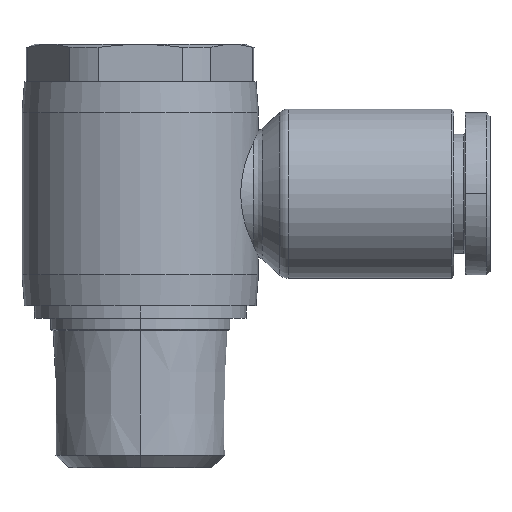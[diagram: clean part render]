
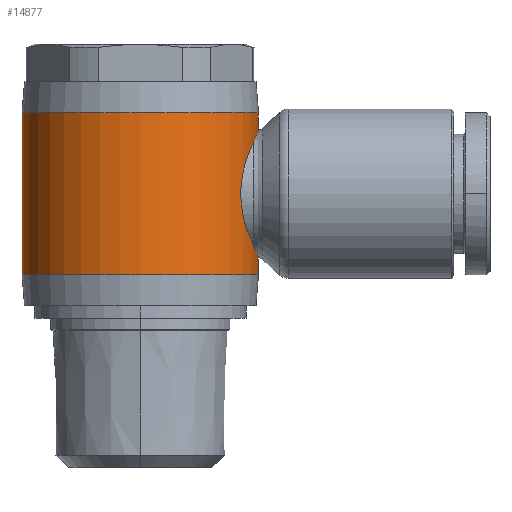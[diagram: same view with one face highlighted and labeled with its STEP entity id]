
A CAD part, front view. The second image highlights one B-rep face of the part: STEP entity #14877.
In plain terms, the highlighted cylindrical face has radius 9.5 mm (diameter 19 mm), a partial arc.
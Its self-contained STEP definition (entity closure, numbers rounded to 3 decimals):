
#327=CARTESIAN_POINT('',(-5.,0.,5.077));
#328=VERTEX_POINT('',#327);
#337=CARTESIAN_POINT('',(-5.,0.,-5.077));
#338=VERTEX_POINT('',#337);
#391=CARTESIAN_POINT('',(-5.0,0.,6.5));
#392=VERTEX_POINT('',#391);
#401=CARTESIAN_POINT('',(14.0,0.,6.5));
#402=VERTEX_POINT('',#401);
#435=CARTESIAN_POINT('',(-5.,0.,-6.5));
#436=VERTEX_POINT('',#435);
#452=CARTESIAN_POINT('',(14.0,0.,-6.5));
#453=VERTEX_POINT('',#452);
#475=CARTESIAN_POINT('',(-5.,0.,-6.5));
#476=DIRECTION('',(0.0,0.0,1.0));
#477=VECTOR('',#476,1.423);
#478=LINE('',#475,#477);
#479=EDGE_CURVE('',#436,#338,#478,.T.);
#482=CARTESIAN_POINT('',(14.0,0.,6.5));
#483=DIRECTION('',(0.0,0.0,-1.0));
#484=VECTOR('',#483,13.);
#485=LINE('',#482,#484);
#486=EDGE_CURVE('',#402,#453,#485,.T.);
#489=CARTESIAN_POINT('',(-5.,0.,5.077));
#490=DIRECTION('',(0.0,0.0,1.0));
#491=VECTOR('',#490,1.423);
#492=LINE('',#489,#491);
#493=EDGE_CURVE('',#328,#392,#492,.T.);
#14793=CARTESIAN_POINT('',(4.5,0.,0.));
#14794=DIRECTION('',(0.,0.,1.0));
#14795=DIRECTION('',(-1.0,0.0,0.0));
#14796=AXIS2_PLACEMENT_3D('',#14793,#14794,#14795);
#14797=CYLINDRICAL_SURFACE('',#14796,9.5);
#14798=ORIENTED_EDGE('',*,*,#479,.T.);
#14799=CARTESIAN_POINT('',(-4.616,2.673,-4.226));
#14800=VERTEX_POINT('',#14799);
#14801=CARTESIAN_POINT('',(-4.616,2.673,-4.226));
#14802=CARTESIAN_POINT('',(-4.718,2.325,-4.445));
#14803=CARTESIAN_POINT('',(-4.805,1.957,-4.637));
#14804=CARTESIAN_POINT('',(-4.905,1.355,-4.862));
#14805=CARTESIAN_POINT('',(-4.934,1.138,-4.927));
#14806=CARTESIAN_POINT('',(-4.973,0.734,-5.016));
#14807=CARTESIAN_POINT('',(-4.986,0.549,-5.044));
#14808=CARTESIAN_POINT('',(-4.998,0.242,-5.071));
#14809=CARTESIAN_POINT('',(-5.,0.121,-5.077));
#14810=CARTESIAN_POINT('',(-5.,0.,-5.077));
#14811=B_SPLINE_CURVE_WITH_KNOTS('',3,(#14801,#14802,#14803,#14804,#14805,#14806,#14807,#14808,#14809,#14810),.UNSPECIFIED.,.F.,.U.,(4,2,2,2,4),(-4.652,-3.663,-3.129,-2.689,-2.406),.UNSPECIFIED.);
#14812=EDGE_CURVE('',#14800,#338,#14811,.T.);
#14813=ORIENTED_EDGE('',*,*,#14812,.F.);
#14814=CARTESIAN_POINT('',(-4.616,2.673,4.226));
#14815=VERTEX_POINT('',#14814);
#14816=CARTESIAN_POINT('',(-4.616,2.673,4.226));
#14817=CARTESIAN_POINT('',(-4.604,2.716,4.198));
#14818=CARTESIAN_POINT('',(-4.591,2.759,4.17));
#14819=CARTESIAN_POINT('',(-4.494,3.071,3.959));
#14820=CARTESIAN_POINT('',(-4.405,3.317,3.754));
#14821=CARTESIAN_POINT('',(-4.23,3.754,3.317));
#14822=CARTESIAN_POINT('',(-4.138,3.96,3.07));
#14823=CARTESIAN_POINT('',(-3.961,4.325,2.53));
#14824=CARTESIAN_POINT('',(-3.877,4.484,2.238));
#14825=CARTESIAN_POINT('',(-3.734,4.74,1.625));
#14826=CARTESIAN_POINT('',(-3.676,4.839,1.303));
#14827=CARTESIAN_POINT('',(-3.598,4.968,0.652));
#14828=CARTESIAN_POINT('',(-3.578,5.0,0.322));
#14829=CARTESIAN_POINT('',(-3.578,5.0,0.));
#14830=CARTESIAN_POINT('',(-3.578,5.0,-0.322));
#14831=CARTESIAN_POINT('',(-3.598,4.968,-0.652));
#14832=CARTESIAN_POINT('',(-3.676,4.839,-1.303));
#14833=CARTESIAN_POINT('',(-3.734,4.74,-1.625));
#14834=CARTESIAN_POINT('',(-3.877,4.484,-2.238));
#14835=CARTESIAN_POINT('',(-3.961,4.325,-2.53));
#14836=CARTESIAN_POINT('',(-4.138,3.96,-3.07));
#14837=CARTESIAN_POINT('',(-4.23,3.754,-3.317));
#14838=CARTESIAN_POINT('',(-4.405,3.317,-3.754));
#14839=CARTESIAN_POINT('',(-4.494,3.071,-3.959));
#14840=CARTESIAN_POINT('',(-4.591,2.759,-4.17));
#14841=CARTESIAN_POINT('',(-4.604,2.716,-4.198));
#14842=CARTESIAN_POINT('',(-4.616,2.673,-4.226));
#14843=B_SPLINE_CURVE_WITH_KNOTS('',3,(#14816,#14817,#14818,#14819,#14820,#14821,#14822,#14823,#14824,#14825,#14826,#14827,#14828,#14829,#14830,#14831,#14832,#14833,#14834,#14835,#14836,#14837,#14838,#14839,#14840,#14841,#14842),.UNSPECIFIED.,.F.,.U.,(4,2,2,2,2,2,3,2,2,2,2,2,4),(-4.972,-4.822,-3.86,-2.895,-1.93,-0.965,0.0,0.965,1.93,2.895,3.86,4.822,4.972),.UNSPECIFIED.);
#14844=EDGE_CURVE('',#14815,#14800,#14843,.T.);
#14845=ORIENTED_EDGE('',*,*,#14844,.F.);
#14846=CARTESIAN_POINT('',(-5.,0.,5.077));
#14847=CARTESIAN_POINT('',(-5.,0.001,5.077));
#14848=CARTESIAN_POINT('',(-5.,0.003,5.077));
#14849=CARTESIAN_POINT('',(-5.,0.128,5.076));
#14850=CARTESIAN_POINT('',(-4.997,0.25,5.071));
#14851=CARTESIAN_POINT('',(-4.985,0.563,5.043));
#14852=CARTESIAN_POINT('',(-4.972,0.751,5.013));
#14853=CARTESIAN_POINT('',(-4.885,1.628,4.816));
#14854=CARTESIAN_POINT('',(-4.75,2.217,4.514));
#14855=CARTESIAN_POINT('',(-4.616,2.673,4.226));
#14856=B_SPLINE_CURVE_WITH_KNOTS('',3,(#14846,#14847,#14848,#14849,#14850,#14851,#14852,#14853,#14854,#14855),.UNSPECIFIED.,.F.,.U.,(4,2,2,2,4),(-2.406,-2.402,-2.114,-1.666,0.0),.UNSPECIFIED.);
#14857=EDGE_CURVE('',#328,#14815,#14856,.T.);
#14858=ORIENTED_EDGE('',*,*,#14857,.F.);
#14859=ORIENTED_EDGE('',*,*,#493,.T.);
#14860=CARTESIAN_POINT('',(4.5,0.,6.5));
#14861=DIRECTION('',(0.0,0.0,1.0));
#14862=DIRECTION('',(-1.0,0.0,0.0));
#14863=AXIS2_PLACEMENT_3D('',#14860,#14861,#14862);
#14864=CIRCLE('',#14863,9.5);
#14865=EDGE_CURVE('',#402,#392,#14864,.T.);
#14866=ORIENTED_EDGE('',*,*,#14865,.F.);
#14867=ORIENTED_EDGE('',*,*,#486,.T.);
#14868=CARTESIAN_POINT('',(4.5,0.,-6.5));
#14869=DIRECTION('',(0.0,0.0,1.0));
#14870=DIRECTION('',(-1.0,0.0,0.0));
#14871=AXIS2_PLACEMENT_3D('',#14868,#14869,#14870);
#14872=CIRCLE('',#14871,9.5);
#14873=EDGE_CURVE('',#453,#436,#14872,.T.);
#14874=ORIENTED_EDGE('',*,*,#14873,.T.);
#14875=EDGE_LOOP('',(#14798,#14813,#14845,#14858,#14859,#14866,#14867,#14874));
#14876=FACE_OUTER_BOUND('',#14875,.T.);
#14877=ADVANCED_FACE('',(#14876),#14797,.T.);
